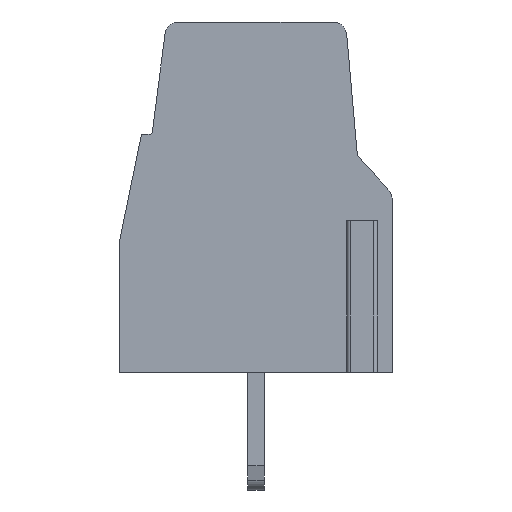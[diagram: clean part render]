
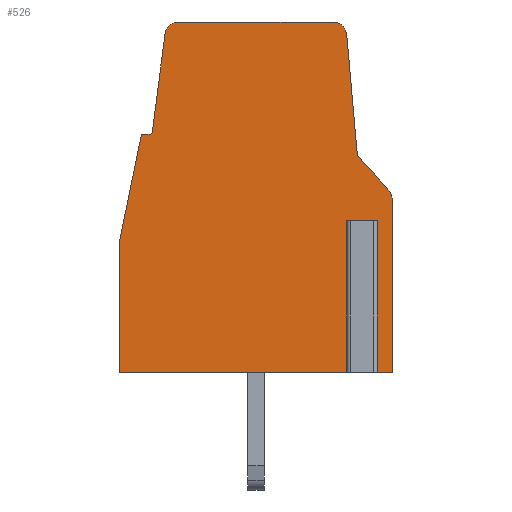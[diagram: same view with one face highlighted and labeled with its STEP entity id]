
A CAD part, left-side view. The second image highlights one B-rep face of the part: STEP entity #526.
In plain terms, the highlighted planar face has unit normal (-1, 0, 0).
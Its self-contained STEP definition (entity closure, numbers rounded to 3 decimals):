
#409=AXIS2_PLACEMENT_3D('Plane Axis2P3D',#406,#407,#408) ;
#427=AXIS2_PLACEMENT_3D('Circle Axis2P3D',#425,#426,$) ;
#448=AXIS2_PLACEMENT_3D('Circle Axis2P3D',#446,#447,$) ;
#462=AXIS2_PLACEMENT_3D('Circle Axis2P3D',#460,#461,$) ;
#476=AXIS2_PLACEMENT_3D('Circle Axis2P3D',#474,#475,$) ;
#177=CARTESIAN_POINT('Vertex',(0.5,0.452,8.)) ;
#180=CARTESIAN_POINT('Line Origine',(0.5,0.9,8.)) ;
#184=CARTESIAN_POINT('Vertex',(0.5,1.348,8.)) ;
#367=CARTESIAN_POINT('Vertex',(0.5,0.452,3.5)) ;
#370=CARTESIAN_POINT('Line Origine',(0.5,0.452,5.75)) ;
#387=CARTESIAN_POINT('Line Origine',(0.5,1.348,5.75)) ;
#391=CARTESIAN_POINT('Vertex',(0.5,1.348,3.5)) ;
#406=CARTESIAN_POINT('Axis2P3D Location',(0.5,0.,0.)) ;
#411=CARTESIAN_POINT('Line Origine',(0.5,0.226,3.5)) ;
#415=CARTESIAN_POINT('Vertex',(0.5,0.,3.5)) ;
#418=CARTESIAN_POINT('Line Origine',(0.5,0.,6.049)) ;
#422=CARTESIAN_POINT('Vertex',(0.5,0.,8.598)) ;
#425=CARTESIAN_POINT('Axis2P3D Location',(0.5,0.505,8.598)) ;
#429=CARTESIAN_POINT('Vertex',(0.5,0.132,8.938)) ;
#432=CARTESIAN_POINT('Line Origine',(0.5,0.586,9.433)) ;
#436=CARTESIAN_POINT('Vertex',(0.5,1.04,9.927)) ;
#439=CARTESIAN_POINT('Line Origine',(0.5,1.198,11.731)) ;
#443=CARTESIAN_POINT('Vertex',(0.5,1.356,13.535)) ;
#446=CARTESIAN_POINT('Axis2P3D Location',(0.5,1.754,13.5)) ;
#450=CARTESIAN_POINT('Vertex',(0.5,1.754,13.9)) ;
#453=CARTESIAN_POINT('Line Origine',(0.5,4.054,13.9)) ;
#457=CARTESIAN_POINT('Vertex',(0.5,6.354,13.9)) ;
#460=CARTESIAN_POINT('Axis2P3D Location',(0.5,6.354,13.5)) ;
#464=CARTESIAN_POINT('Vertex',(0.5,6.751,13.552)) ;
#467=CARTESIAN_POINT('Line Origine',(0.5,6.939,12.099)) ;
#471=CARTESIAN_POINT('Vertex',(0.5,7.128,10.647)) ;
#474=CARTESIAN_POINT('Axis2P3D Location',(0.5,7.227,10.66)) ;
#478=CARTESIAN_POINT('Vertex',(0.5,7.227,10.56)) ;
#481=CARTESIAN_POINT('Line Origine',(0.5,7.339,10.56)) ;
#485=CARTESIAN_POINT('Vertex',(0.5,7.451,10.56)) ;
#488=CARTESIAN_POINT('Line Origine',(0.5,7.776,8.98)) ;
#492=CARTESIAN_POINT('Vertex',(0.5,8.1,7.4)) ;
#495=CARTESIAN_POINT('Line Origine',(0.5,8.1,5.45)) ;
#499=CARTESIAN_POINT('Vertex',(0.5,8.1,3.5)) ;
#502=CARTESIAN_POINT('Line Origine',(0.5,4.724,3.5)) ;
#181=DIRECTION('Vector Direction',(0.,-1.,0.)) ;
#371=DIRECTION('Vector Direction',(0.,0.,1.)) ;
#388=DIRECTION('Vector Direction',(0.,0.,1.)) ;
#407=DIRECTION('Axis2P3D Direction',(-1.,0.,0.)) ;
#408=DIRECTION('Axis2P3D XDirection',(0.,0.,1.)) ;
#412=DIRECTION('Vector Direction',(0.,1.,0.)) ;
#419=DIRECTION('Vector Direction',(0.,0.,-1.)) ;
#426=DIRECTION('Axis2P3D Direction',(-1.,0.,0.)) ;
#433=DIRECTION('Vector Direction',(0.,-0.677,-0.736)) ;
#440=DIRECTION('Vector Direction',(0.,-0.087,-0.996)) ;
#447=DIRECTION('Axis2P3D Direction',(-1.,0.,0.)) ;
#454=DIRECTION('Vector Direction',(0.,-1.,0.)) ;
#461=DIRECTION('Axis2P3D Direction',(-1.,0.,0.)) ;
#468=DIRECTION('Vector Direction',(0.,-0.129,0.992)) ;
#475=DIRECTION('Axis2P3D Direction',(-1.,0.,0.)) ;
#482=DIRECTION('Vector Direction',(0.,-1.,0.)) ;
#489=DIRECTION('Vector Direction',(0.,-0.201,0.98)) ;
#496=DIRECTION('Vector Direction',(0.,0.,1.)) ;
#503=DIRECTION('Vector Direction',(0.,1.,0.)) ;
#182=VECTOR('Line Direction',#181,1.) ;
#372=VECTOR('Line Direction',#371,1.) ;
#389=VECTOR('Line Direction',#388,1.) ;
#413=VECTOR('Line Direction',#412,1.) ;
#420=VECTOR('Line Direction',#419,1.) ;
#434=VECTOR('Line Direction',#433,1.) ;
#441=VECTOR('Line Direction',#440,1.) ;
#455=VECTOR('Line Direction',#454,1.) ;
#469=VECTOR('Line Direction',#468,1.) ;
#483=VECTOR('Line Direction',#482,1.) ;
#490=VECTOR('Line Direction',#489,1.) ;
#497=VECTOR('Line Direction',#496,1.) ;
#504=VECTOR('Line Direction',#503,1.) ;
#508=ORIENTED_EDGE('',*,*,#417,.T.) ;
#509=ORIENTED_EDGE('',*,*,#424,.T.) ;
#510=ORIENTED_EDGE('',*,*,#431,.T.) ;
#511=ORIENTED_EDGE('',*,*,#438,.T.) ;
#512=ORIENTED_EDGE('',*,*,#445,.T.) ;
#513=ORIENTED_EDGE('',*,*,#452,.T.) ;
#514=ORIENTED_EDGE('',*,*,#459,.T.) ;
#515=ORIENTED_EDGE('',*,*,#466,.T.) ;
#516=ORIENTED_EDGE('',*,*,#473,.T.) ;
#517=ORIENTED_EDGE('',*,*,#480,.T.) ;
#518=ORIENTED_EDGE('',*,*,#487,.T.) ;
#519=ORIENTED_EDGE('',*,*,#494,.T.) ;
#520=ORIENTED_EDGE('',*,*,#501,.T.) ;
#521=ORIENTED_EDGE('',*,*,#506,.T.) ;
#522=ORIENTED_EDGE('',*,*,#393,.T.) ;
#523=ORIENTED_EDGE('',*,*,#186,.F.) ;
#524=ORIENTED_EDGE('',*,*,#374,.F.) ;
#526=ADVANCED_FACE('_LS 5.08/02/90 3.5SN OR BX 1912520000',(#525),#410,.T.) ;
#428=CIRCLE('generated circle',#427,0.505) ;
#449=CIRCLE('generated circle',#448,0.4) ;
#463=CIRCLE('generated circle',#462,0.4) ;
#477=CIRCLE('generated circle',#476,0.1) ;
#186=EDGE_CURVE('',#178,#185,#183,.F.) ;
#374=EDGE_CURVE('',#368,#178,#373,.T.) ;
#393=EDGE_CURVE('',#392,#185,#390,.T.) ;
#417=EDGE_CURVE('',#368,#416,#414,.F.) ;
#424=EDGE_CURVE('',#416,#423,#421,.F.) ;
#431=EDGE_CURVE('',#423,#430,#428,.T.) ;
#438=EDGE_CURVE('',#430,#437,#435,.F.) ;
#445=EDGE_CURVE('',#437,#444,#442,.F.) ;
#452=EDGE_CURVE('',#444,#451,#449,.T.) ;
#459=EDGE_CURVE('',#451,#458,#456,.F.) ;
#466=EDGE_CURVE('',#458,#465,#463,.T.) ;
#473=EDGE_CURVE('',#465,#472,#470,.F.) ;
#480=EDGE_CURVE('',#472,#479,#477,.F.) ;
#487=EDGE_CURVE('',#479,#486,#484,.F.) ;
#494=EDGE_CURVE('',#486,#493,#491,.F.) ;
#501=EDGE_CURVE('',#493,#500,#498,.F.) ;
#506=EDGE_CURVE('',#500,#392,#505,.F.) ;
#507=EDGE_LOOP('',(#508,#509,#510,#511,#512,#513,#514,#515,#516,#517,#518,#519,#520,#521,#522,#523,#524)) ;
#525=FACE_OUTER_BOUND('',#507,.T.) ;
#183=LINE('Line',#180,#182) ;
#373=LINE('Line',#370,#372) ;
#390=LINE('Line',#387,#389) ;
#414=LINE('Line',#411,#413) ;
#421=LINE('Line',#418,#420) ;
#435=LINE('Line',#432,#434) ;
#442=LINE('Line',#439,#441) ;
#456=LINE('Line',#453,#455) ;
#470=LINE('Line',#467,#469) ;
#484=LINE('Line',#481,#483) ;
#491=LINE('Line',#488,#490) ;
#498=LINE('Line',#495,#497) ;
#505=LINE('Line',#502,#504) ;
#410=PLANE('',#409) ;
#178=VERTEX_POINT('',#177) ;
#185=VERTEX_POINT('',#184) ;
#368=VERTEX_POINT('',#367) ;
#392=VERTEX_POINT('',#391) ;
#416=VERTEX_POINT('',#415) ;
#423=VERTEX_POINT('',#422) ;
#430=VERTEX_POINT('',#429) ;
#437=VERTEX_POINT('',#436) ;
#444=VERTEX_POINT('',#443) ;
#451=VERTEX_POINT('',#450) ;
#458=VERTEX_POINT('',#457) ;
#465=VERTEX_POINT('',#464) ;
#472=VERTEX_POINT('',#471) ;
#479=VERTEX_POINT('',#478) ;
#486=VERTEX_POINT('',#485) ;
#493=VERTEX_POINT('',#492) ;
#500=VERTEX_POINT('',#499) ;
